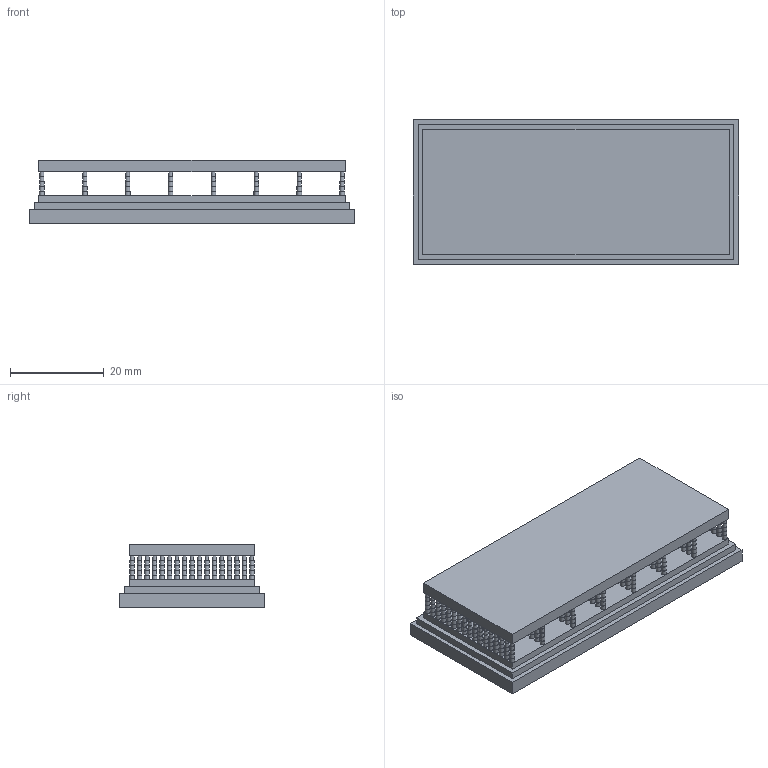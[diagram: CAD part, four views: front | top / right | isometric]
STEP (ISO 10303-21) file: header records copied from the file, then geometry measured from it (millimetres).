
FILE_DESCRIPTION(('Open CASCADE Model'),'2;1');
FILE_NAME('Open CASCADE Shape Model','2024-05-24T20:49:07',('Author'),( 'Open CASCADE'),'Open CASCADE STEP processor 7.7','Open CASCADE 7.7' ,'Unknown');
FILE_SCHEMA(('AUTOMOTIVE_DESIGN { 1 0 10303 214 1 1 1 1 }'));
Products named in the file (1): Open CASCADE STEP translator 7.7 1
Bounding box: 69.5 x 30.9 x 13.6 mm (x, y, z)
Volume: 16898.5 mm3; surface area: 11342 mm2
Topology: 1 solids, 1 shells, 1246 faces, 2088 edges, 1392 vertices
Faces by surface type: cylinder 680, plane 566
Full cylindrical faces by diameter (mm): 0.844 x136, 0.891 x136, 0.938 x136, 0.985 x136, 1.032 x136
Entity records: 58342 total; most frequent: CARTESIAN_POINT 10535, DIRECTION 9846, ORIENTED_EDGE 4176, PCURVE 4176, DEFINITIONAL_REPRESENTATION 4176, LINE 3544, VECTOR 3544, AXIS2_PLACEMENT_3D 2607
